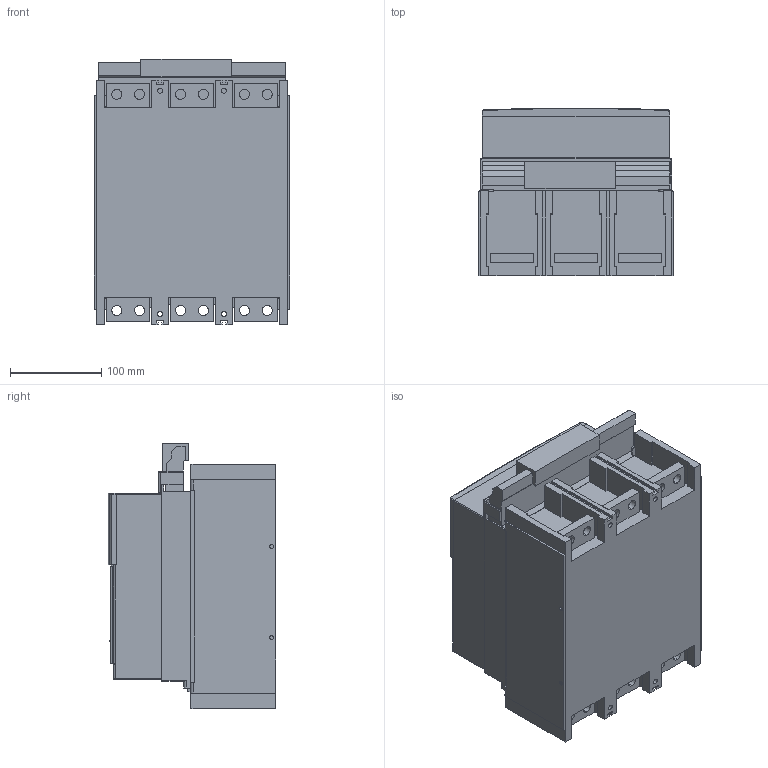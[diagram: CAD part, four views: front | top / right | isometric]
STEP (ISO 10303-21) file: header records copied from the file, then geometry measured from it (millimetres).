
FILE_DESCRIPTION(('CATIA V5 STEP Exchange'),'2;1');
FILE_NAME('1SDH001252R0001_1PA_001_00_E1.2_III_F.stp','2014-02-06T16:24:45+00:00',('none'),('none'),'CATIA Version 5 Release 20 SP 5 (IN-10)','CATIA V5 STEP AP214','none');
FILE_SCHEMA(('AUTOMOTIVE_DESIGN { 1 0 10303 214 1 1 1 1 }'));
Length unit declared in the file: millimetre
Products named in the file (1): 1SDH001252R0001_1PA_001_00_E1.2_III_F
Bounding box: 214 x 183.77 x 290.75 mm (x, y, z)
Volume: 5031335.5 mm3; surface area: 649592 mm2
Topology: 19 solids, 19 shells, 639 faces, 1701 edges, 1094 vertices
Faces by surface type: plane 381, cylinder 199, torus 45, sphere 9, bspline 5
Entity records: 19804 total; most frequent: CARTESIAN_POINT 4579, ORIENTED_EDGE 3380, DIRECTION 2545, EDGE_CURVE 1690, VECTOR 1181, LINE 1181, VERTEX_POINT 1094, AXIS2_PLACEMENT_3D 892
